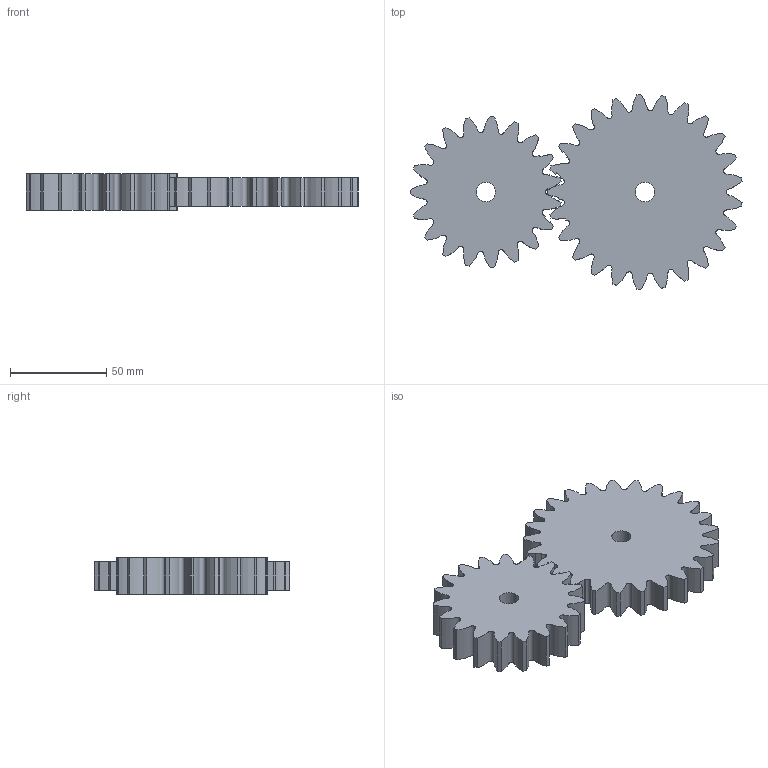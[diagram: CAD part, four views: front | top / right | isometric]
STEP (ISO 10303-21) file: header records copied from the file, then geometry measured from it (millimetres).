
FILE_DESCRIPTION(('CATIA V5 STEP Exchange'),'2;1');
FILE_NAME('6_damage.stp','2025-08-06T06:50:03+00:00',('none'),('none'),'CATIA Version 5 Release 21 GA (IN-10)','CATIA V5 STEP AP203','none');
FILE_SCHEMA(('CONFIG_CONTROL_DESIGN'));
Length unit declared in the file: millimetre
Products named in the file (1): 6
Assembly tree (2 placements, depth 2):
  6
    #58
    #7550
Bounding box: 172.22 x 101.16 x 19 mm (x, y, z)
Volume: 168864 mm3; surface area: 38730.2 mm2
Topology: 2 solids, 2 shells, 130 faces, 378 edges, 252 vertices
Faces by surface type: bspline 52, cylinder 50, plane 28
Entity records: 13823 total; most frequent: CARTESIAN_POINT 10806, ORIENTED_EDGE 756, EDGE_CURVE 378, DIRECTION 363, VERTEX_POINT 252, AXIS2_PLACEMENT_3D 182, B_SPLINE_CURVE_WITH_KNOTS 179, EDGE_LOOP 134
